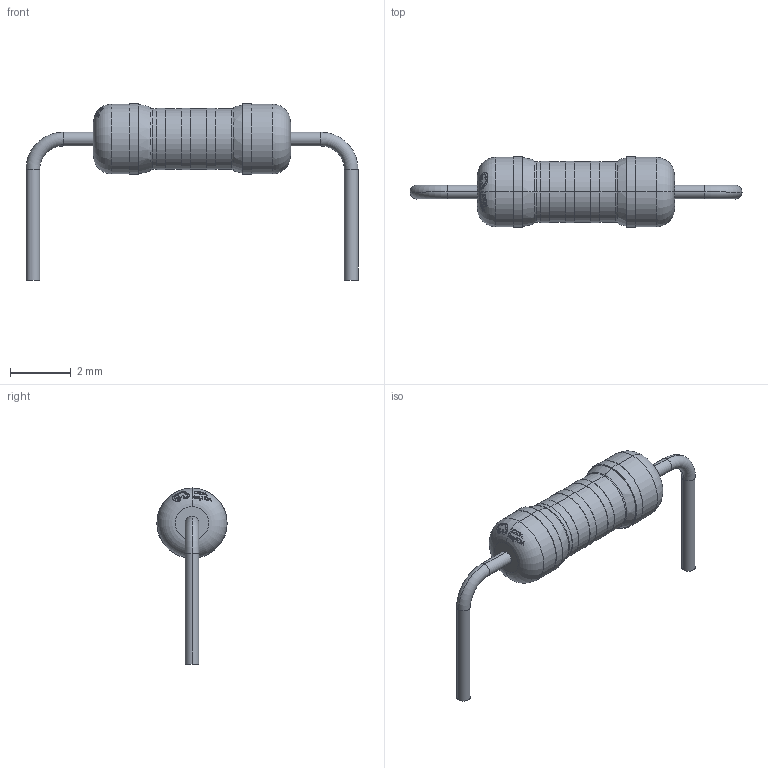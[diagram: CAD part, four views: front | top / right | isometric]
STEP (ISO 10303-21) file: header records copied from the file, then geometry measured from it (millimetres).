
FILE_DESCRIPTION (( 'STEP AP214' ), '1' );
FILE_NAME ('RES-TH_D2.3-L6.5-P10.50.step', '2022-07-28T09:22:52', ( '' ), ( '' ), 'SwSTEP 2.0', 'SolidWorks 2020', '' );
FILE_SCHEMA (( 'AUTOMOTIVE_DESIGN' ));
Length unit declared in the file: millimetre
Products named in the file (1): RES-TH_D2.3-L6.5-P10.50
Bounding box: 10.95 x 2.32 x 5.81 mm (x, y, z)
Volume: 25.1 mm3; surface area: 67.4 mm2
Topology: 1 solids, 1 shells, 284 faces, 733 edges, 482 vertices
Faces by surface type: plane 121, bspline 102, torus 31, cylinder 30
Entity records: 14066 total; most frequent: CARTESIAN_POINT 5025, ORIENTED_EDGE 1466, DIRECTION 769, EDGE_CURVE 733, VERTEX_POINT 482, B_SPLINE_CURVE_WITH_KNOTS 414, EDGE_LOOP 315, UNCERTAINTY_MEASURE_WITH_UNIT 287
